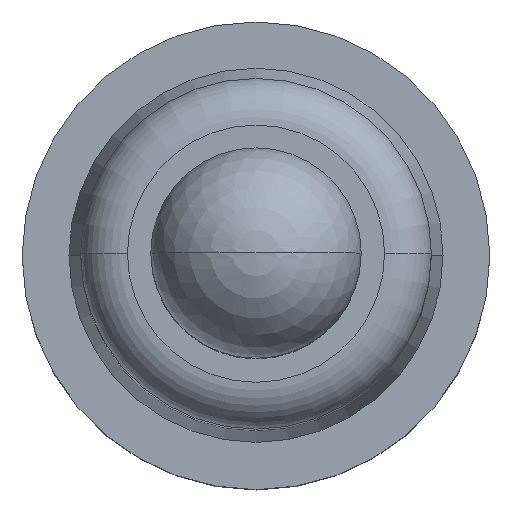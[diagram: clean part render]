
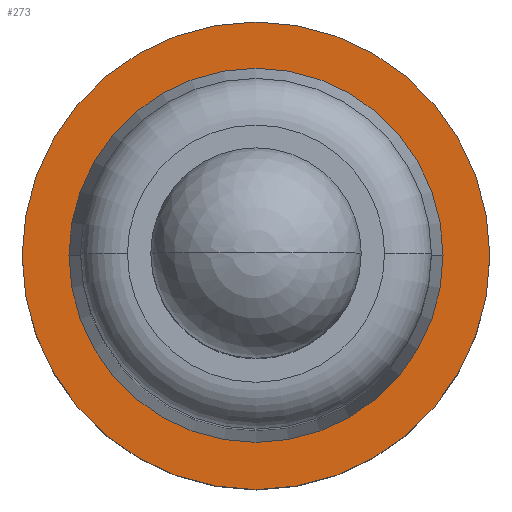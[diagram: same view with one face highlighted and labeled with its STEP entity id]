
A CAD part, top view. The second image highlights one B-rep face of the part: STEP entity #273.
In plain terms, the highlighted planar face has unit normal (0, 0, 1).
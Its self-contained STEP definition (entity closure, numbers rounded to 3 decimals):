
#229 = VERTEX_POINT('',#230);
#230 = CARTESIAN_POINT('',(-1.,0.,1.03));
#236 = EDGE_CURVE('',#237,#229,#239,.T.);
#237 = VERTEX_POINT('',#238);
#238 = CARTESIAN_POINT('',(1.,0.,1.03));
#239 = CIRCLE('',#240,1.);
#240 = AXIS2_PLACEMENT_3D('',#241,#242,#243);
#241 = CARTESIAN_POINT('',(0.,0.,1.03));
#242 = DIRECTION('',(-0.,0.,1.));
#243 = DIRECTION('',(1.,0.,0.));
#259 = EDGE_CURVE('',#237,#229,#260,.T.);
#260 = CIRCLE('',#261,1.);
#261 = AXIS2_PLACEMENT_3D('',#262,#263,#264);
#262 = CARTESIAN_POINT('',(0.,0.,1.03));
#263 = DIRECTION('',(0.,0.,-1.));
#264 = DIRECTION('',(1.,0.,0.));
#273 = ADVANCED_FACE('',(#274,#278),#298,.T.);
#274 = FACE_BOUND('',#275,.F.);
#275 = EDGE_LOOP('',(#276,#277));
#276 = ORIENTED_EDGE('',*,*,#259,.T.);
#277 = ORIENTED_EDGE('',*,*,#236,.F.);
#278 = FACE_BOUND('',#279,.F.);
#279 = EDGE_LOOP('',(#280,#291));
#280 = ORIENTED_EDGE('',*,*,#281,.T.);
#281 = EDGE_CURVE('',#282,#284,#286,.T.);
#282 = VERTEX_POINT('',#283);
#283 = CARTESIAN_POINT('',(0.75,0.,1.03));
#284 = VERTEX_POINT('',#285);
#285 = CARTESIAN_POINT('',(-0.75,0.,1.03));
#286 = CIRCLE('',#287,0.75);
#287 = AXIS2_PLACEMENT_3D('',#288,#289,#290);
#288 = CARTESIAN_POINT('',(0.,0.,1.03));
#289 = DIRECTION('',(-0.,0.,1.));
#290 = DIRECTION('',(1.,0.,0.));
#291 = ORIENTED_EDGE('',*,*,#292,.F.);
#292 = EDGE_CURVE('',#282,#284,#293,.T.);
#293 = CIRCLE('',#294,0.75);
#294 = AXIS2_PLACEMENT_3D('',#295,#296,#297);
#295 = CARTESIAN_POINT('',(0.,0.,1.03));
#296 = DIRECTION('',(0.,0.,-1.));
#297 = DIRECTION('',(1.,0.,0.));
#298 = PLANE('',#299);
#299 = AXIS2_PLACEMENT_3D('',#300,#301,#302);
#300 = CARTESIAN_POINT('',(0.,0.,1.03));
#301 = DIRECTION('',(0.,0.,1.));
#302 = DIRECTION('',(1.,0.,0.));
